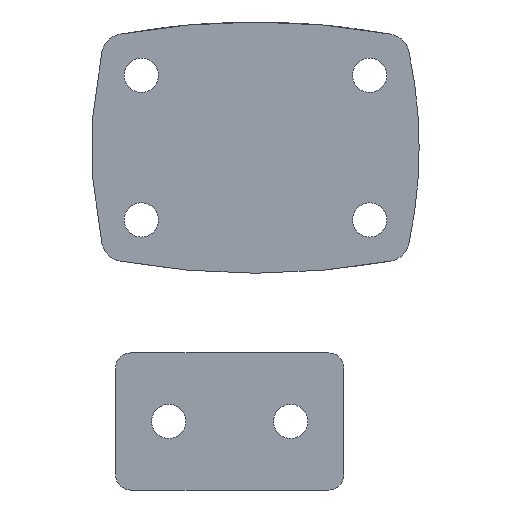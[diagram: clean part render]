
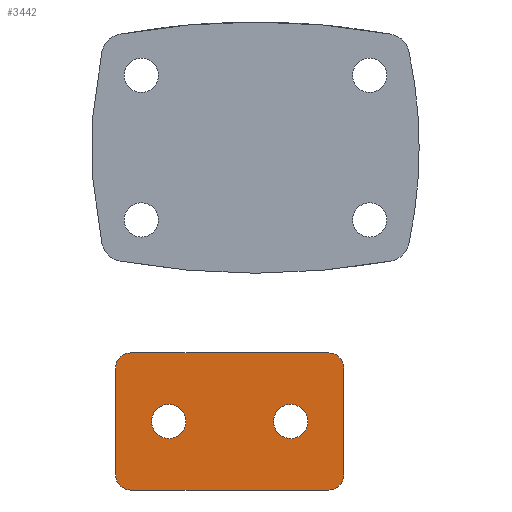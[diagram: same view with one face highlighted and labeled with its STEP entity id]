
A CAD part, front view. The second image highlights one B-rep face of the part: STEP entity #3442.
In plain terms, the highlighted planar face has unit normal (0, -1, 0).
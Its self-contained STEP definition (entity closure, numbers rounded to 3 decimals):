
#291 = VERTEX_POINT ( 'NONE', #1104 ) ;
#294 = VERTEX_POINT ( 'NONE', #1148 ) ;
#546 = EDGE_CURVE ( 'NONE', #604, #605, #1814, .T. ) ;
#581 = EDGE_CURVE ( 'NONE', #294, #291, #1850, .T. ) ;
#604 = VERTEX_POINT ( 'NONE', #1863 ) ;
#605 = VERTEX_POINT ( 'NONE', #1901 ) ;
#1104 = CARTESIAN_POINT ( 'NONE',  ( 8., 0., -2.25 ) ) ;
#1148 = CARTESIAN_POINT ( 'NONE',  ( 8., 0., 2.25 ) ) ;
#1796 = CARTESIAN_POINT ( 'NONE',  ( -8., 0., 0. ) ) ;
#1803 = AXIS2_PLACEMENT_3D ( 'NONE', #1796, #1857, #1856 ) ;
#1814 = CIRCLE ( 'NONE', #1803, 2.25 ) ;
#1850 = CIRCLE ( 'NONE', #1851, 2.25 ) ;
#1851 = AXIS2_PLACEMENT_3D ( 'NONE', #1858, #1888, #1887 ) ;
#1856 = DIRECTION ( 'NONE',  ( 0., 0., 1. ) ) ;
#1857 = DIRECTION ( 'NONE',  ( 0., -1., 0. ) ) ;
#1858 = CARTESIAN_POINT ( 'NONE',  ( 8., 0., 0. ) ) ;
#1863 = CARTESIAN_POINT ( 'NONE',  ( -8., 0., 2.25 ) ) ;
#1887 = DIRECTION ( 'NONE',  ( 0., 0., 1. ) ) ;
#1888 = DIRECTION ( 'NONE',  ( 0., -1., 0. ) ) ;
#1901 = CARTESIAN_POINT ( 'NONE',  ( -8., 0., -2.25 ) ) ;
#2011 = DIRECTION ( 'NONE',  ( 1., 0., 0. ) ) ;
#2012 = VECTOR ( 'NONE', #2011, 1000. ) ;
#2013 = CARTESIAN_POINT ( 'NONE',  ( 0., 0., 9. ) ) ;
#2023 = LINE ( 'NONE', #2013, #2012 ) ;
#2086 = CARTESIAN_POINT ( 'NONE',  ( -15., 0., -7. ) ) ;
#2124 = DIRECTION ( 'NONE',  ( 0., 0., 1. ) ) ;
#2125 = DIRECTION ( 'NONE',  ( 0., 1., 0. ) ) ;
#2139 = AXIS2_PLACEMENT_3D ( 'NONE', #2144, #2125, #2124 ) ;
#2144 = CARTESIAN_POINT ( 'NONE',  ( -13., 0., -7. ) ) ;
#2148 = CIRCLE ( 'NONE', #2139, 2. ) ;
#2170 = CARTESIAN_POINT ( 'NONE',  ( 13., 0., -9. ) ) ;
#2171 = CARTESIAN_POINT ( 'NONE',  ( -13., 0., -9. ) ) ;
#2199 = CARTESIAN_POINT ( 'NONE',  ( 15., 0., -7. ) ) ;
#2212 = AXIS2_PLACEMENT_3D ( 'NONE', #2222, #2276, #2275 ) ;
#2214 = CARTESIAN_POINT ( 'NONE',  ( 13., 0., 9. ) ) ;
#2222 = CARTESIAN_POINT ( 'NONE',  ( 13., 0., -7. ) ) ;
#2223 = CIRCLE ( 'NONE', #2212, 2. ) ;
#2224 = DIRECTION ( 'NONE',  ( 0., 0., -1. ) ) ;
#2225 = VECTOR ( 'NONE', #2224, 1000. ) ;
#2226 = CARTESIAN_POINT ( 'NONE',  ( 15., 0., 0. ) ) ;
#2227 = LINE ( 'NONE', #2226, #2225 ) ;
#2235 = DIRECTION ( 'NONE',  ( -1., 0., 0. ) ) ;
#2236 = VECTOR ( 'NONE', #2235, 1000. ) ;
#2238 = CARTESIAN_POINT ( 'NONE',  ( 15., 0., 7. ) ) ;
#2239 = CARTESIAN_POINT ( 'NONE',  ( 0., 0., -9. ) ) ;
#2240 = LINE ( 'NONE', #2239, #2236 ) ;
#2275 = DIRECTION ( 'NONE',  ( 0., 0., -1. ) ) ;
#2276 = DIRECTION ( 'NONE',  ( 0., 1., 0. ) ) ;
#2278 = VECTOR ( 'NONE', #2341, 1000. ) ;
#2279 = CARTESIAN_POINT ( 'NONE',  ( -15., 0., 0. ) ) ;
#2280 = LINE ( 'NONE', #2279, #2278 ) ;
#2284 = CARTESIAN_POINT ( 'NONE',  ( 8., 0., 0. ) ) ;
#2285 = DIRECTION ( 'NONE',  ( 0., 0., 1. ) ) ;
#2286 = DIRECTION ( 'NONE',  ( 0., 1., 0. ) ) ;
#2287 = AXIS2_PLACEMENT_3D ( 'NONE', #2297, #2286, #2285 ) ;
#2289 = CIRCLE ( 'NONE', #2335, 2.25 ) ;
#2294 = DIRECTION ( 'NONE',  ( 0., -1., 0. ) ) ;
#2297 = CARTESIAN_POINT ( 'NONE',  ( 13., 0., 7. ) ) ;
#2298 = CIRCLE ( 'NONE', #2340, 2. ) ;
#2300 = CARTESIAN_POINT ( 'NONE',  ( -13., 0., 9. ) ) ;
#2308 = CIRCLE ( 'NONE', #2287, 2. ) ;
#2328 = DIRECTION ( 'NONE',  ( 0., 0., -1. ) ) ;
#2329 = DIRECTION ( 'NONE',  ( 0., 1., 0. ) ) ;
#2330 = CARTESIAN_POINT ( 'NONE',  ( -13., 0., 7. ) ) ;
#2334 = DIRECTION ( 'NONE',  ( 0., 0., 1. ) ) ;
#2335 = AXIS2_PLACEMENT_3D ( 'NONE', #2284, #2294, #2334 ) ;
#2336 = CARTESIAN_POINT ( 'NONE',  ( -15., 0., 7. ) ) ;
#2340 = AXIS2_PLACEMENT_3D ( 'NONE', #2330, #2329, #2328 ) ;
#2341 = DIRECTION ( 'NONE',  ( 0., 0., 1. ) ) ;
#2468 = FACE_BOUND ( 'NONE', #3463, .T. ) ;
#2487 = FACE_OUTER_BOUND ( 'NONE', #3430, .T. ) ;
#2499 = DIRECTION ( 'NONE',  ( 0., 0., 1. ) ) ;
#2500 = DIRECTION ( 'NONE',  ( 0., -1., 0. ) ) ;
#2503 = CARTESIAN_POINT ( 'NONE',  ( -8., 0., 0. ) ) ;
#2505 = AXIS2_PLACEMENT_3D ( 'NONE', #2503, #2500, #2499 ) ;
#2509 = CIRCLE ( 'NONE', #2505, 2.25 ) ;
#2511 = DIRECTION ( 'NONE',  ( 0., 0., 1. ) ) ;
#2512 = DIRECTION ( 'NONE',  ( 0., 1., 0. ) ) ;
#2513 = CARTESIAN_POINT ( 'NONE',  ( -15., 0., -9. ) ) ;
#2514 = AXIS2_PLACEMENT_3D ( 'NONE', #2513, #2512, #2511 ) ;
#2515 = PLANE ( 'NONE',  #2514 ) ;
#2524 = FACE_BOUND ( 'NONE', #3416, .T. ) ;
#2958 = VERTEX_POINT ( 'NONE', #2086 ) ;
#2983 = EDGE_CURVE ( 'NONE', #3007, #2958, #2148, .T. ) ;
#3007 = VERTEX_POINT ( 'NONE', #2171 ) ;
#3010 = VERTEX_POINT ( 'NONE', #2170 ) ;
#3048 = EDGE_CURVE ( 'NONE', #3010, #3007, #2240, .T. ) ;
#3049 = VERTEX_POINT ( 'NONE', #2238 ) ;
#3053 = VERTEX_POINT ( 'NONE', #2199 ) ;
#3054 = EDGE_CURVE ( 'NONE', #3049, #3053, #2227, .T. ) ;
#3068 = VERTEX_POINT ( 'NONE', #2214 ) ;
#3070 = EDGE_CURVE ( 'NONE', #3053, #3010, #2223, .T. ) ;
#3090 = EDGE_CURVE ( 'NONE', #3097, #3068, #2023, .T. ) ;
#3097 = VERTEX_POINT ( 'NONE', #2300 ) ;
#3108 = EDGE_CURVE ( 'NONE', #3068, #3049, #2308, .T. ) ;
#3120 = EDGE_CURVE ( 'NONE', #2958, #3132, #2280, .T. ) ;
#3121 = EDGE_CURVE ( 'NONE', #291, #294, #2289, .T. ) ;
#3124 = EDGE_CURVE ( 'NONE', #3132, #3097, #2298, .T. ) ;
#3132 = VERTEX_POINT ( 'NONE', #2336 ) ;
#3416 = EDGE_LOOP ( 'NONE', ( #3436, #3439 ) ) ;
#3417 = ORIENTED_EDGE ( 'NONE', *, *, #3070, .F. ) ;
#3418 = ORIENTED_EDGE ( 'NONE', *, *, #3048, .F. ) ;
#3430 = EDGE_LOOP ( 'NONE', ( #3434, #3454, #3432, #3418, #3417, #3458, #3435, #3459 ) ) ;
#3432 = ORIENTED_EDGE ( 'NONE', *, *, #2983, .F. ) ;
#3434 = ORIENTED_EDGE ( 'NONE', *, *, #3124, .F. ) ;
#3435 = ORIENTED_EDGE ( 'NONE', *, *, #3108, .F. ) ;
#3436 = ORIENTED_EDGE ( 'NONE', *, *, #546, .F. ) ;
#3439 = ORIENTED_EDGE ( 'NONE', *, *, #3451, .F. ) ;
#3442 = ADVANCED_FACE ( 'NONE', ( #2468, #2524, #2487 ), #2515, .F. ) ;
#3451 = EDGE_CURVE ( 'NONE', #605, #604, #2509, .T. ) ;
#3454 = ORIENTED_EDGE ( 'NONE', *, *, #3120, .F. ) ;
#3455 = ORIENTED_EDGE ( 'NONE', *, *, #581, .F. ) ;
#3458 = ORIENTED_EDGE ( 'NONE', *, *, #3054, .F. ) ;
#3459 = ORIENTED_EDGE ( 'NONE', *, *, #3090, .F. ) ;
#3463 = EDGE_LOOP ( 'NONE', ( #3455, #3490 ) ) ;
#3490 = ORIENTED_EDGE ( 'NONE', *, *, #3121, .F. ) ;
